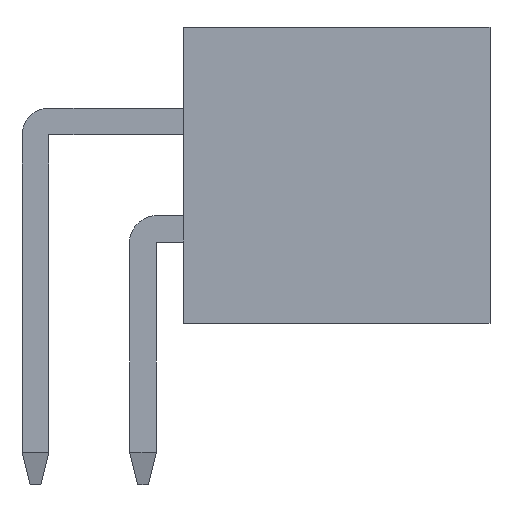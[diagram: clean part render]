
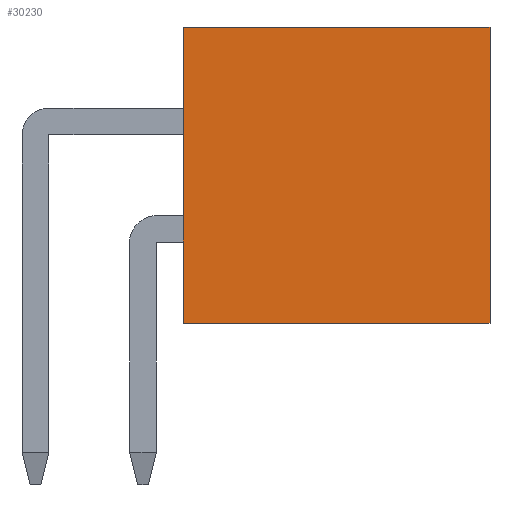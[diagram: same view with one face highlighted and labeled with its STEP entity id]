
A CAD part, front view. The second image highlights one B-rep face of the part: STEP entity #30230.
In plain terms, the highlighted face is planar.
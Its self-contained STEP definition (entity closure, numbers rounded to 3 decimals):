
#1729=ORIENTED_EDGE('',*,*,#7378,.F.);
#1730=ORIENTED_EDGE('',*,*,#7379,.F.);
#1731=ORIENTED_EDGE('',*,*,#7380,.T.);
#1732=ORIENTED_EDGE('',*,*,#7381,.T.);
#7378=EDGE_CURVE('',#10140,#10141,#12310,.T.);
#7379=EDGE_CURVE('',#10142,#10140,#12311,.T.);
#7380=EDGE_CURVE('',#10142,#10143,#12312,.T.);
#7381=EDGE_CURVE('',#10143,#10141,#12313,.T.);
#10140=VERTEX_POINT('',#40463);
#10141=VERTEX_POINT('',#40464);
#10142=VERTEX_POINT('',#40466);
#10143=VERTEX_POINT('',#40468);
#12310=LINE('',#40462,#15286);
#12311=LINE('',#40465,#15287);
#12312=LINE('',#40467,#15288);
#12313=LINE('',#40469,#15289);
#15286=VECTOR('',#34306,1000.);
#15287=VECTOR('',#34307,1000.);
#15288=VECTOR('',#34308,1000.);
#15289=VECTOR('',#34309,1000.);
#17516=EDGE_LOOP('',(#1729,#1730,#1731,#1732));
#18860=FACE_BOUND('',#17516,.T.);
#20164=PLANE('',#31500);
#30230=ADVANCED_FACE('',(#18860),#20164,.T.);
#31500=AXIS2_PLACEMENT_3D('',#40461,#34304,#34305);
#34304=DIRECTION('',(1.,0.,0.));
#34305=DIRECTION('',(0.,0.,-1.));
#34306=DIRECTION('',(0.,0.,-1.));
#34307=DIRECTION('',(0.,1.,0.));
#34308=DIRECTION('',(0.,0.,-1.));
#34309=DIRECTION('',(0.,1.,0.));
#40461=CARTESIAN_POINT('',(23.625,-2.75,2.85));
#40462=CARTESIAN_POINT('',(23.625,2.75,2.85));
#40463=CARTESIAN_POINT('',(23.625,2.75,2.85));
#40464=CARTESIAN_POINT('',(23.625,2.75,-2.85));
#40465=CARTESIAN_POINT('',(23.625,-2.75,2.85));
#40466=CARTESIAN_POINT('',(23.625,-2.75,2.85));
#40467=CARTESIAN_POINT('',(23.625,-2.75,2.85));
#40468=CARTESIAN_POINT('',(23.625,-2.75,-2.85));
#40469=CARTESIAN_POINT('',(23.625,-2.75,-2.85));
